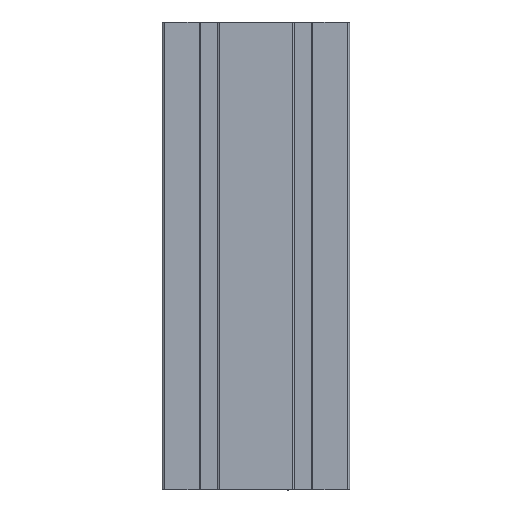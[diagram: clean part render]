
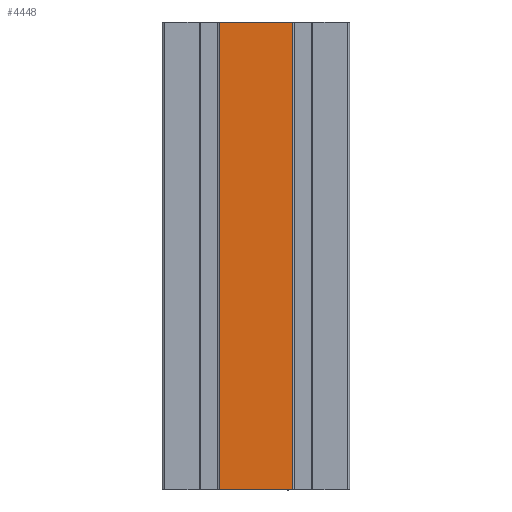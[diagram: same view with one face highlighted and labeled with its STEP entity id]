
A CAD part, front view. The second image highlights one B-rep face of the part: STEP entity #4448.
In plain terms, the highlighted planar face has unit normal (0, -1, 0).
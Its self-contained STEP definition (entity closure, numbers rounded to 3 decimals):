
#343 = VERTEX_POINT ( 'NONE', #8782 ) ;
#367 = CARTESIAN_POINT ( 'NONE',  ( 7707.502, 3715.868, 0. ) ) ;
#1024 = VERTEX_POINT ( 'NONE', #1293 ) ;
#1293 = CARTESIAN_POINT ( 'NONE',  ( 7729.202, 3715.868, 0. ) ) ;
#1729 = VERTEX_POINT ( 'NONE', #8262 ) ;
#1748 = DIRECTION ( 'NONE',  ( 0., 0., 1. ) ) ;
#1800 = DIRECTION ( 'NONE',  ( 1., 0., 0. ) ) ;
#1833 = ORIENTED_EDGE ( 'NONE', *, *, #8451, .F. ) ;
#1840 = DIRECTION ( 'NONE',  ( 0., 0., -1. ) ) ;
#2682 = FACE_OUTER_BOUND ( 'NONE', #4551, .T. ) ;
#2757 = LINE ( 'NONE', #367, #9123 ) ;
#3264 = VECTOR ( 'NONE', #1800, 1000. ) ;
#3417 = ORIENTED_EDGE ( 'NONE', *, *, #8472, .F. ) ;
#3743 = LINE ( 'NONE', #9709, #3264 ) ;
#3884 = ORIENTED_EDGE ( 'NONE', *, *, #8425, .F. ) ;
#4448 = ADVANCED_FACE ( 'NONE', ( #2682 ), #10069, .F. ) ;
#4551 = EDGE_LOOP ( 'NONE', ( #3417, #1833, #3884, #8038 ) ) ;
#4787 = CARTESIAN_POINT ( 'NONE',  ( 7713.502, 3715.868, 100. ) ) ;
#4906 = CARTESIAN_POINT ( 'NONE',  ( 7729.202, 3715.868, 100. ) ) ;
#5308 = LINE ( 'NONE', #4906, #7117 ) ;
#5787 = LINE ( 'NONE', #6381, #7865 ) ;
#5808 = AXIS2_PLACEMENT_3D ( 'NONE', #9610, #10152, #10197 ) ;
#6381 = CARTESIAN_POINT ( 'NONE',  ( 7713.502, 3715.868, 100. ) ) ;
#6505 = DIRECTION ( 'NONE',  ( -1., 0., 0. ) ) ;
#7117 = VECTOR ( 'NONE', #1840, 1000. ) ;
#7522 = VERTEX_POINT ( 'NONE', #4787 ) ;
#7865 = VECTOR ( 'NONE', #1748, 1000. ) ;
#8038 = ORIENTED_EDGE ( 'NONE', *, *, #8487, .F. ) ;
#8262 = CARTESIAN_POINT ( 'NONE',  ( 7729.202, 3715.868, 100. ) ) ;
#8425 = EDGE_CURVE ( 'NONE', #343, #7522, #5787, .T. ) ;
#8451 = EDGE_CURVE ( 'NONE', #7522, #1729, #3743, .T. ) ;
#8472 = EDGE_CURVE ( 'NONE', #1729, #1024, #5308, .T. ) ;
#8487 = EDGE_CURVE ( 'NONE', #1024, #343, #2757, .T. ) ;
#8782 = CARTESIAN_POINT ( 'NONE',  ( 7713.502, 3715.868, 0. ) ) ;
#9123 = VECTOR ( 'NONE', #6505, 1000. ) ;
#9610 = CARTESIAN_POINT ( 'NONE',  ( 7713.502, 3715.868, 100. ) ) ;
#9709 = CARTESIAN_POINT ( 'NONE',  ( 7707.502, 3715.868, 100. ) ) ;
#10069 = PLANE ( 'NONE',  #5808 ) ;
#10152 = DIRECTION ( 'NONE',  ( 0., 1., 0. ) ) ;
#10197 = DIRECTION ( 'NONE',  ( 0., 0., 1. ) ) ;
